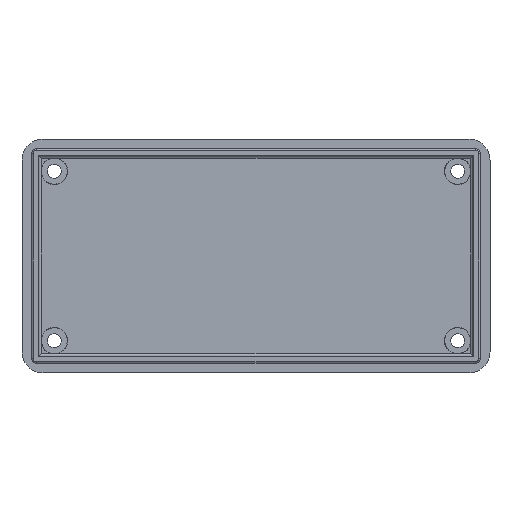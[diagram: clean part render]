
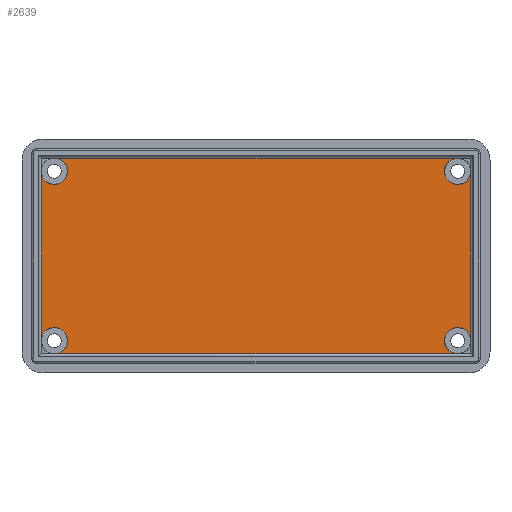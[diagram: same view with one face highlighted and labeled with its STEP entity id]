
A CAD part, top view. The second image highlights one B-rep face of the part: STEP entity #2639.
In plain terms, the highlighted planar face has unit normal (0, 0, 1).
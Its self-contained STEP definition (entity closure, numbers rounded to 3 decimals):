
#51=CARTESIAN_POINT('',(-42.839,-20.921,-1.9));
#52=VERTEX_POINT('',#51);
#106=CARTESIAN_POINT('',(42.839,-20.921,-1.9));
#107=VERTEX_POINT('',#106);
#119=CARTESIAN_POINT('',(42.839,-20.921,-1.9));
#120=DIRECTION('',(-1.0,0.0,0.0));
#121=VECTOR('',#120,85.679);
#122=LINE('',#119,#121);
#123=EDGE_CURVE('',#107,#52,#122,.T.);
#135=CARTESIAN_POINT('',(-45.921,17.839,-1.9));
#136=VERTEX_POINT('',#135);
#180=CARTESIAN_POINT('',(-45.921,-17.839,-1.9));
#181=VERTEX_POINT('',#180);
#193=CARTESIAN_POINT('',(-45.921,-17.839,-1.9));
#194=DIRECTION('',(0.0,1.0,0.0));
#195=VECTOR('',#194,35.679);
#196=LINE('',#193,#195);
#197=EDGE_CURVE('',#181,#136,#196,.T.);
#209=CARTESIAN_POINT('',(42.839,20.921,-1.9));
#210=VERTEX_POINT('',#209);
#254=CARTESIAN_POINT('',(-42.839,20.921,-1.9));
#255=VERTEX_POINT('',#254);
#267=CARTESIAN_POINT('',(-42.839,20.921,-1.9));
#268=DIRECTION('',(1.0,0.0,0.0));
#269=VECTOR('',#268,85.679);
#270=LINE('',#267,#269);
#271=EDGE_CURVE('',#255,#210,#270,.T.);
#283=CARTESIAN_POINT('',(45.921,-17.839,-1.9));
#284=VERTEX_POINT('',#283);
#316=CARTESIAN_POINT('',(45.921,17.839,-1.9));
#317=VERTEX_POINT('',#316);
#327=CARTESIAN_POINT('',(45.921,17.839,-1.9));
#328=DIRECTION('',(0.0,-1.0,0.0));
#329=VECTOR('',#328,35.679);
#330=LINE('',#327,#329);
#331=EDGE_CURVE('',#317,#284,#330,.T.);
#416=CARTESIAN_POINT('',(-43.1,-18.1,-1.9));
#417=DIRECTION('',(0.0,0.0,1.0));
#418=DIRECTION('',(-1.0,0.0,0.0));
#419=AXIS2_PLACEMENT_3D('',#416,#417,#418);
#420=CIRCLE('',#419,2.833);
#421=EDGE_CURVE('',#52,#181,#420,.T.);
#451=CARTESIAN_POINT('',(43.1,-18.1,-1.9));
#452=DIRECTION('',(0.0,0.0,1.0));
#453=DIRECTION('',(-1.0,0.0,0.0));
#454=AXIS2_PLACEMENT_3D('',#451,#452,#453);
#455=CIRCLE('',#454,2.833);
#456=EDGE_CURVE('',#284,#107,#455,.T.);
#2612=CARTESIAN_POINT('',(0.,0.,-1.9));
#2613=DIRECTION('',(0.0,0.0,1.0));
#2614=DIRECTION('',(1.0,0.0,0.0));
#2615=AXIS2_PLACEMENT_3D('',#2612,#2613,#2614);
#2616=PLANE('',#2615);
#2617=ORIENTED_EDGE('',*,*,#197,.F.);
#2618=ORIENTED_EDGE('',*,*,#421,.F.);
#2619=ORIENTED_EDGE('',*,*,#123,.F.);
#2620=ORIENTED_EDGE('',*,*,#456,.F.);
#2621=ORIENTED_EDGE('',*,*,#331,.F.);
#2622=CARTESIAN_POINT('',(43.1,18.1,-1.9));
#2623=DIRECTION('',(0.0,0.0,1.0));
#2624=DIRECTION('',(-1.0,0.0,0.0));
#2625=AXIS2_PLACEMENT_3D('',#2622,#2623,#2624);
#2626=CIRCLE('',#2625,2.833);
#2627=EDGE_CURVE('',#210,#317,#2626,.T.);
#2628=ORIENTED_EDGE('',*,*,#2627,.F.);
#2629=ORIENTED_EDGE('',*,*,#271,.F.);
#2630=CARTESIAN_POINT('',(-43.1,18.1,-1.9));
#2631=DIRECTION('',(0.0,0.0,1.0));
#2632=DIRECTION('',(-1.0,0.0,0.0));
#2633=AXIS2_PLACEMENT_3D('',#2630,#2631,#2632);
#2634=CIRCLE('',#2633,2.833);
#2635=EDGE_CURVE('',#136,#255,#2634,.T.);
#2636=ORIENTED_EDGE('',*,*,#2635,.F.);
#2637=EDGE_LOOP('',(#2617,#2618,#2619,#2620,#2621,#2628,#2629,#2636));
#2638=FACE_OUTER_BOUND('',#2637,.T.);
#2639=ADVANCED_FACE('',(#2638),#2616,.T.);
